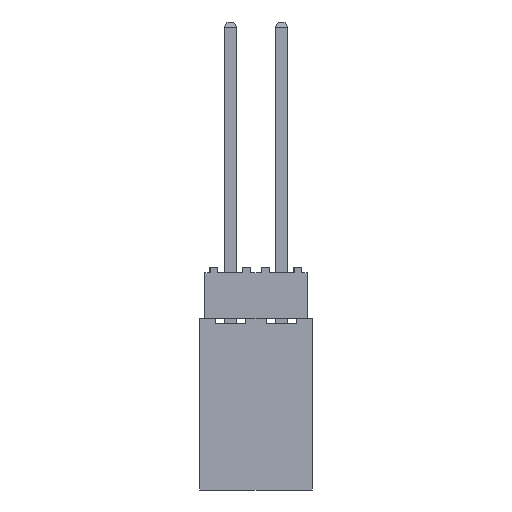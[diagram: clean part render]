
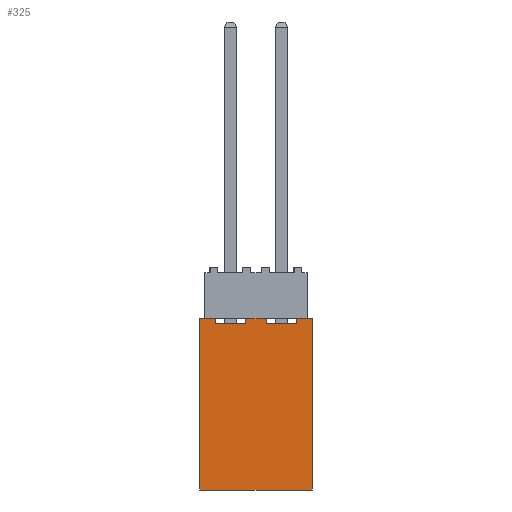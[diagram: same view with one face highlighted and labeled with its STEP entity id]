
A CAD part, front view. The second image highlights one B-rep face of the part: STEP entity #325.
In plain terms, the highlighted planar face has unit normal (0, -1, 0).
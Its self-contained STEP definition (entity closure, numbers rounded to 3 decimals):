
#300 = VERTEX_POINT('',#301);
#301 = CARTESIAN_POINT('',(-2.794,-2.478,-4.142));
#307 = EDGE_CURVE('',#308,#300,#310,.T.);
#308 = VERTEX_POINT('',#309);
#309 = CARTESIAN_POINT('',(-2.032,-2.478,-4.142));
#310 = LINE('',#311,#312);
#311 = CARTESIAN_POINT('',(2.794,-2.478,-4.142));
#312 = VECTOR('',#313,1.);
#313 = DIRECTION('',(-1.,0.,0.));
#325 = ADVANCED_FACE('',(#326),#415,.F.);
#326 = FACE_BOUND('',#327,.T.);
#327 = EDGE_LOOP('',(#328,#338,#346,#354,#362,#370,#378,#384,#385,#393,
    #401,#409));
#328 = ORIENTED_EDGE('',*,*,#329,.T.);
#329 = EDGE_CURVE('',#330,#332,#334,.T.);
#330 = VERTEX_POINT('',#331);
#331 = CARTESIAN_POINT('',(2.032,-2.478,-4.142));
#332 = VERTEX_POINT('',#333);
#333 = CARTESIAN_POINT('',(2.032,-2.478,-4.396));
#334 = LINE('',#335,#336);
#335 = CARTESIAN_POINT('',(2.032,-2.478,-4.142));
#336 = VECTOR('',#337,1.);
#337 = DIRECTION('',(0.,0.,-1.));
#338 = ORIENTED_EDGE('',*,*,#339,.T.);
#339 = EDGE_CURVE('',#332,#340,#342,.T.);
#340 = VERTEX_POINT('',#341);
#341 = CARTESIAN_POINT('',(0.508,-2.478,-4.396));
#342 = LINE('',#343,#344);
#343 = CARTESIAN_POINT('',(2.032,-2.478,-4.396));
#344 = VECTOR('',#345,1.);
#345 = DIRECTION('',(-1.,0.,0.));
#346 = ORIENTED_EDGE('',*,*,#347,.T.);
#347 = EDGE_CURVE('',#340,#348,#350,.T.);
#348 = VERTEX_POINT('',#349);
#349 = CARTESIAN_POINT('',(0.508,-2.478,-4.142));
#350 = LINE('',#351,#352);
#351 = CARTESIAN_POINT('',(0.508,-2.478,-4.396));
#352 = VECTOR('',#353,1.);
#353 = DIRECTION('',(0.,0.,1.));
#354 = ORIENTED_EDGE('',*,*,#355,.T.);
#355 = EDGE_CURVE('',#348,#356,#358,.T.);
#356 = VERTEX_POINT('',#357);
#357 = CARTESIAN_POINT('',(-0.508,-2.478,-4.142));
#358 = LINE('',#359,#360);
#359 = CARTESIAN_POINT('',(2.794,-2.478,-4.142));
#360 = VECTOR('',#361,1.);
#361 = DIRECTION('',(-1.,0.,0.));
#362 = ORIENTED_EDGE('',*,*,#363,.T.);
#363 = EDGE_CURVE('',#356,#364,#366,.T.);
#364 = VERTEX_POINT('',#365);
#365 = CARTESIAN_POINT('',(-0.508,-2.478,-4.396));
#366 = LINE('',#367,#368);
#367 = CARTESIAN_POINT('',(-0.508,-2.478,-4.142));
#368 = VECTOR('',#369,1.);
#369 = DIRECTION('',(0.,0.,-1.));
#370 = ORIENTED_EDGE('',*,*,#371,.T.);
#371 = EDGE_CURVE('',#364,#372,#374,.T.);
#372 = VERTEX_POINT('',#373);
#373 = CARTESIAN_POINT('',(-2.032,-2.478,-4.396));
#374 = LINE('',#375,#376);
#375 = CARTESIAN_POINT('',(-0.508,-2.478,-4.396));
#376 = VECTOR('',#377,1.);
#377 = DIRECTION('',(-1.,0.,0.));
#378 = ORIENTED_EDGE('',*,*,#379,.T.);
#379 = EDGE_CURVE('',#372,#308,#380,.T.);
#380 = LINE('',#381,#382);
#381 = CARTESIAN_POINT('',(-2.032,-2.478,-4.396));
#382 = VECTOR('',#383,1.);
#383 = DIRECTION('',(0.,0.,1.));
#384 = ORIENTED_EDGE('',*,*,#307,.T.);
#385 = ORIENTED_EDGE('',*,*,#386,.F.);
#386 = EDGE_CURVE('',#387,#300,#389,.T.);
#387 = VERTEX_POINT('',#388);
#388 = CARTESIAN_POINT('',(-2.794,-2.478,-12.651));
#389 = LINE('',#390,#391);
#390 = CARTESIAN_POINT('',(-2.794,-2.478,-12.651));
#391 = VECTOR('',#392,1.);
#392 = DIRECTION('',(0.,0.,1.));
#393 = ORIENTED_EDGE('',*,*,#394,.F.);
#394 = EDGE_CURVE('',#395,#387,#397,.T.);
#395 = VERTEX_POINT('',#396);
#396 = CARTESIAN_POINT('',(2.794,-2.478,-12.651));
#397 = LINE('',#398,#399);
#398 = CARTESIAN_POINT('',(2.794,-2.478,-12.651));
#399 = VECTOR('',#400,1.);
#400 = DIRECTION('',(-1.,0.,0.));
#401 = ORIENTED_EDGE('',*,*,#402,.T.);
#402 = EDGE_CURVE('',#395,#403,#405,.T.);
#403 = VERTEX_POINT('',#404);
#404 = CARTESIAN_POINT('',(2.794,-2.478,-4.142));
#405 = LINE('',#406,#407);
#406 = CARTESIAN_POINT('',(2.794,-2.478,-12.651));
#407 = VECTOR('',#408,1.);
#408 = DIRECTION('',(0.,0.,1.));
#409 = ORIENTED_EDGE('',*,*,#410,.T.);
#410 = EDGE_CURVE('',#403,#330,#411,.T.);
#411 = LINE('',#412,#413);
#412 = CARTESIAN_POINT('',(2.794,-2.478,-4.142));
#413 = VECTOR('',#414,1.);
#414 = DIRECTION('',(-1.,0.,0.));
#415 = PLANE('',#416);
#416 = AXIS2_PLACEMENT_3D('',#417,#418,#419);
#417 = CARTESIAN_POINT('',(2.794,-2.478,-12.651));
#418 = DIRECTION('',(0.,1.,0.));
#419 = DIRECTION('',(1.,0.,0.));
